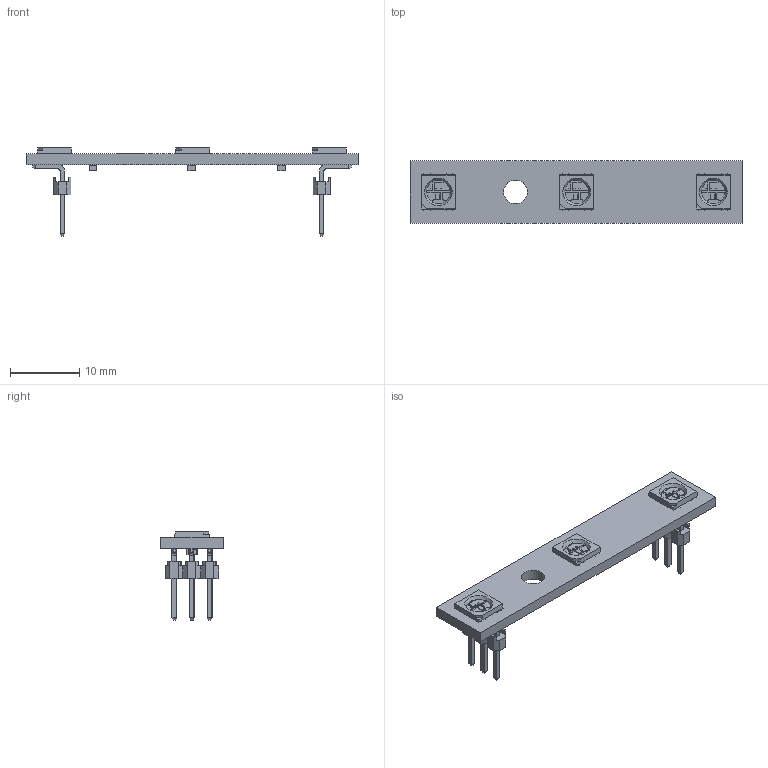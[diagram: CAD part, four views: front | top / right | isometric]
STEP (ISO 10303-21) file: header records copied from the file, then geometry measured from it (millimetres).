
FILE_DESCRIPTION(('STEP AP214'), '1');
FILE_NAME('ïëàòà ñâåòîäèîäî-3 øò', '2019-01-22T15:39:35', ('UNSPECIFIED'), ('UNSPECIFIED'), 'ASCON STEP Converter 1.3', 'ASCON Math Kernel', '');
FILE_SCHEMA(('AUTOMOTIVE_DESIGN { 1 0 10303 214 3 1 1}'));
Length unit declared in the file: millimetre
Products named in the file (276): Open CASCADE STEP translator 6.9 1; CAP_0603; SOLID; vilka_PLS-1R_D1-1; COMPOUND; LED_ws2812B-1; Res_0805; atmega8_(tqfp32)_V2008; rosetka_PBS-1x01; LED_0603; Cap_1210; SOT-23; single_pls1; SOT-223; VD-DB1-MS; XT-DG308-2; FU_MF-R090; TO-92W
Assembly tree (284 placements, depth 3):
  Open CASCADE STEP translator 6.9 1
    CAP_0603  x3
      SOLID
    vilka_PLS-1R_D1-1  x6
      COMPOUND
    LED_ws2812B-1  x3
      COMPOUND
    CAP_0603
      SOLID
    vilka_PLS-1R_D1-1
      COMPOUND
    vilka_PLS-1R_D1-1
      COMPOUND
    vilka_PLS-1R_D1-1
      COMPOUND
    vilka_PLS-1R_D1-1
      COMPOUND
    vilka_PLS-1R_D1-1
      COMPOUND
    vilka_PLS-1R_D1-1
      COMPOUND
    LED_ws2812B-1
      COMPOUND
    LED_ws2812B-1
      COMPOUND
    LED_ws2812B-1
      COMPOUND
    CAP_0603
      SOLID
    CAP_0603
      SOLID
    vilka_PLS-1R_D1-1
      COMPOUND
    vilka_PLS-1R_D1-1
      COMPOUND
    vilka_PLS-1R_D1-1
      COMPOUND
    vilka_PLS-1R_D1-1
      COMPOUND
    vilka_PLS-1R_D1-1
      COMPOUND
    vilka_PLS-1R_D1-1
      COMPOUND
    vilka_PLS-1R_D1-1
      COMPOUND
    vilka_PLS-1R_D1-1
      COMPOUND
    vilka_PLS-1R_D1-1
      COMPOUND
    vilka_PLS-1R_D1-1
      COMPOUND
    vilka_PLS-1R_D1-1
      COMPOUND
    vilka_PLS-1R_D1-1
      COMPOUND
    vilka_PLS-1R_D1-1
      COMPOUND
    vilka_PLS-1R_D1-1
      COMPOUND
    vilka_PLS-1R_D1-1
Bounding box: 48 x 9 x 12.74 mm (x, y, z)
Volume: 870.9 mm3; surface area: 1853.3 mm2
Topology: 43 solids, 43 shells, 784 faces, 1905 edges, 1207 vertices
Faces by surface type: plane 684, cylinder 97, cone 3
Full cylindrical faces by diameter (mm): 1.1 x3, 3.4 x4
Entity records: 22601 total; most frequent: DIRECTION 1644, CARTESIAN_POINT 1525, DATE_AND_TIME 1120, CALENDAR_DATE 1120, LOCAL_TIME 1120, COORDINATED_UNIVERSAL_TIME_OFFSET 1120, ORIENTED_EDGE 1106, AXIS2_PLACEMENT_3D 577
